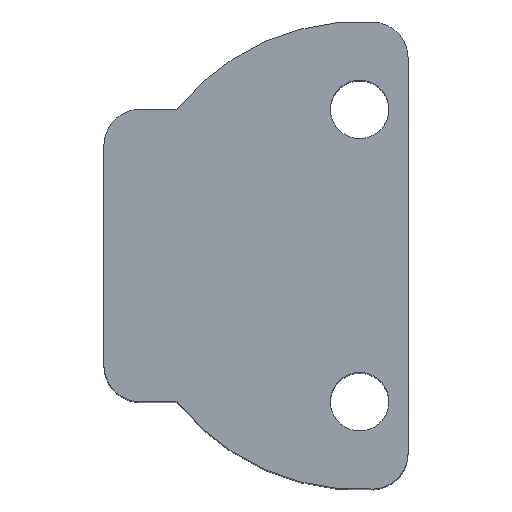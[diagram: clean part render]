
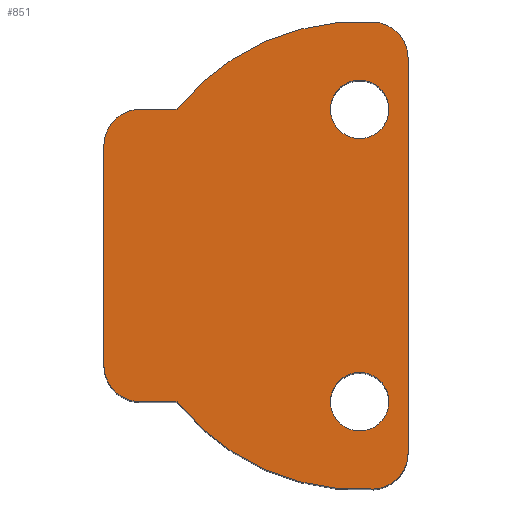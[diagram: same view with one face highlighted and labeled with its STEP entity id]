
A CAD part, top view. The second image highlights one B-rep face of the part: STEP entity #851.
In plain terms, the highlighted planar face has unit normal (0, 0, 1).
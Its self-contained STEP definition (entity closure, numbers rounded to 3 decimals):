
#35=FACE_BOUND('',#128,.T.);
#36=FACE_BOUND('',#129,.T.);
#51=CIRCLE('',#915,5.);
#53=CIRCLE('',#918,32.008);
#55=CIRCLE('',#921,5.);
#56=CIRCLE('',#922,32.008);
#57=CIRCLE('',#923,5.);
#58=CIRCLE('',#924,5.);
#59=CIRCLE('',#925,4.);
#60=CIRCLE('',#926,4.);
#77=FACE_OUTER_BOUND('',#127,.T.);
#127=EDGE_LOOP('',(#607,#608,#609,#610,#611,#612,#613,#614,#615,#616));
#128=EDGE_LOOP('',(#617));
#129=EDGE_LOOP('',(#618));
#206=LINE('',#1298,#302);
#207=LINE('',#1304,#303);
#208=LINE('',#1308,#304);
#209=LINE('',#1311,#305);
#302=VECTOR('',#1038,10.);
#303=VECTOR('',#1043,10.);
#304=VECTOR('',#1046,10.);
#305=VECTOR('',#1049,10.);
#399=VERTEX_POINT('',#1282);
#400=VERTEX_POINT('',#1283);
#403=VERTEX_POINT('',#1291);
#405=VERTEX_POINT('',#1297);
#406=VERTEX_POINT('',#1299);
#407=VERTEX_POINT('',#1301);
#408=VERTEX_POINT('',#1303);
#409=VERTEX_POINT('',#1305);
#410=VERTEX_POINT('',#1307);
#411=VERTEX_POINT('',#1309);
#412=VERTEX_POINT('',#1312);
#413=VERTEX_POINT('',#1314);
#479=EDGE_CURVE('',#399,#400,#51,.T.);
#483=EDGE_CURVE('',#403,#400,#53,.T.);
#486=EDGE_CURVE('',#399,#405,#206,.T.);
#487=EDGE_CURVE('',#406,#405,#55,.T.);
#488=EDGE_CURVE('',#406,#407,#56,.T.);
#489=EDGE_CURVE('',#407,#408,#207,.T.);
#490=EDGE_CURVE('',#409,#408,#57,.T.);
#491=EDGE_CURVE('',#409,#410,#208,.T.);
#492=EDGE_CURVE('',#411,#410,#58,.T.);
#493=EDGE_CURVE('',#411,#403,#209,.T.);
#494=EDGE_CURVE('',#412,#412,#59,.T.);
#495=EDGE_CURVE('',#413,#413,#60,.T.);
#607=ORIENTED_EDGE('',*,*,#479,.F.);
#608=ORIENTED_EDGE('',*,*,#486,.T.);
#609=ORIENTED_EDGE('',*,*,#487,.F.);
#610=ORIENTED_EDGE('',*,*,#488,.T.);
#611=ORIENTED_EDGE('',*,*,#489,.T.);
#612=ORIENTED_EDGE('',*,*,#490,.F.);
#613=ORIENTED_EDGE('',*,*,#491,.T.);
#614=ORIENTED_EDGE('',*,*,#492,.F.);
#615=ORIENTED_EDGE('',*,*,#493,.T.);
#616=ORIENTED_EDGE('',*,*,#483,.T.);
#617=ORIENTED_EDGE('',*,*,#494,.T.);
#618=ORIENTED_EDGE('',*,*,#495,.T.);
#815=PLANE('',#920);
#851=ADVANCED_FACE('',(#77,#35,#36),#815,.T.);
#915=AXIS2_PLACEMENT_3D('',#1284,#1023,#1024);
#918=AXIS2_PLACEMENT_3D('',#1292,#1031,#1032);
#920=AXIS2_PLACEMENT_3D('',#1296,#1036,#1037);
#921=AXIS2_PLACEMENT_3D('',#1300,#1039,#1040);
#922=AXIS2_PLACEMENT_3D('',#1302,#1041,#1042);
#923=AXIS2_PLACEMENT_3D('',#1306,#1044,#1045);
#924=AXIS2_PLACEMENT_3D('',#1310,#1047,#1048);
#925=AXIS2_PLACEMENT_3D('',#1313,#1050,#1051);
#926=AXIS2_PLACEMENT_3D('',#1315,#1052,#1053);
#1023=DIRECTION('center_axis',(0.,0.,-1.));
#1024=DIRECTION('ref_axis',(0.728,-0.685,0.));
#1031=DIRECTION('center_axis',(0.,0.,1.));
#1032=DIRECTION('ref_axis',(-1.,0.,0.));
#1036=DIRECTION('center_axis',(0.,0.,1.));
#1037=DIRECTION('ref_axis',(-1.,0.,0.));
#1038=DIRECTION('',(0.,1.,0.));
#1039=DIRECTION('center_axis',(0.,0.,-1.));
#1040=DIRECTION('ref_axis',(0.728,0.685,0.));
#1041=DIRECTION('center_axis',(0.,0.,1.));
#1042=DIRECTION('ref_axis',(-1.,0.,0.));
#1043=DIRECTION('',(-1.,0.,0.));
#1044=DIRECTION('center_axis',(0.,0.,-1.));
#1045=DIRECTION('ref_axis',(-0.707,0.707,0.));
#1046=DIRECTION('',(0.,-1.,0.));
#1047=DIRECTION('center_axis',(0.,0.,-1.));
#1048=DIRECTION('ref_axis',(-0.707,-0.707,0.));
#1049=DIRECTION('',(1.,0.,0.));
#1050=DIRECTION('center_axis',(0.,0.,-1.));
#1051=DIRECTION('ref_axis',(-1.,0.,0.));
#1052=DIRECTION('center_axis',(0.,0.,-1.));
#1053=DIRECTION('ref_axis',(-1.,0.,0.));
#1282=CARTESIAN_POINT('',(-161.605,172.006,58.65));
#1283=CARTESIAN_POINT('',(-166.302,167.015,58.65));
#1284=CARTESIAN_POINT('Origin',(-166.605,172.006,58.65));
#1291=CARTESIAN_POINT('',(-193.229,178.965,58.65));
#1292=CARTESIAN_POINT('Origin',(-168.238,198.965,58.65));
#1296=CARTESIAN_POINT('Origin',(-182.421,198.965,58.65));
#1297=CARTESIAN_POINT('',(-161.605,225.923,58.65));
#1298=CARTESIAN_POINT('',(-161.605,218.965,58.65));
#1299=CARTESIAN_POINT('',(-166.302,230.914,58.65));
#1300=CARTESIAN_POINT('Origin',(-166.605,225.923,58.65));
#1301=CARTESIAN_POINT('',(-193.229,218.965,58.65));
#1302=CARTESIAN_POINT('Origin',(-168.238,198.965,58.65));
#1303=CARTESIAN_POINT('',(-198.238,218.965,58.65));
#1304=CARTESIAN_POINT('',(-203.238,218.965,58.65));
#1305=CARTESIAN_POINT('',(-203.238,213.965,58.65));
#1306=CARTESIAN_POINT('Origin',(-198.238,213.965,58.65));
#1307=CARTESIAN_POINT('',(-203.238,183.965,58.65));
#1308=CARTESIAN_POINT('',(-203.238,178.965,58.65));
#1309=CARTESIAN_POINT('',(-198.238,178.965,58.65));
#1310=CARTESIAN_POINT('Origin',(-198.238,183.965,58.65));
#1311=CARTESIAN_POINT('',(-203.238,178.965,58.65));
#1312=CARTESIAN_POINT('',(-164.238,218.965,58.65));
#1313=CARTESIAN_POINT('Origin',(-168.238,218.965,58.65));
#1314=CARTESIAN_POINT('',(-164.238,178.965,58.65));
#1315=CARTESIAN_POINT('Origin',(-168.238,178.965,58.65));
